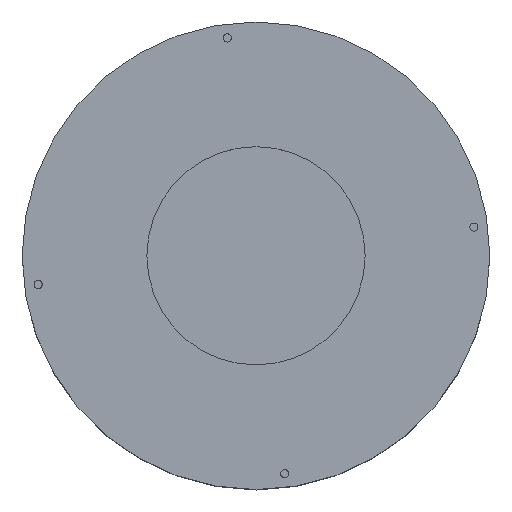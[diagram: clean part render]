
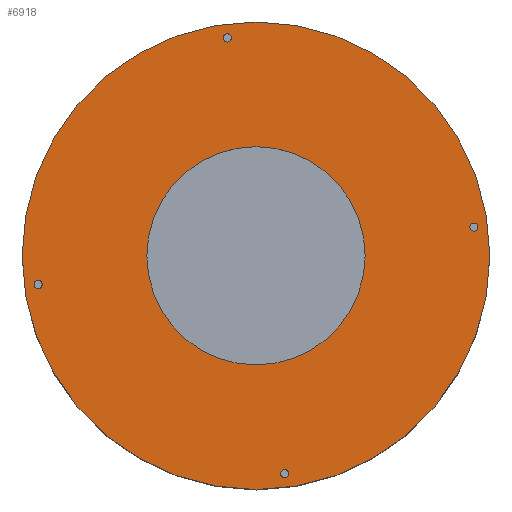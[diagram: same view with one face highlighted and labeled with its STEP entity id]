
A CAD part, top view. The second image highlights one B-rep face of the part: STEP entity #6918.
In plain terms, the highlighted planar face has unit normal (0, 0, 1).
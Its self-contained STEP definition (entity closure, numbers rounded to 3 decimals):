
#1969=PLANE('',#7273);
#2101=FACE_BOUND('',#2718,.T.);
#2102=FACE_BOUND('',#2719,.T.);
#2103=FACE_BOUND('',#2720,.T.);
#2104=FACE_BOUND('',#2721,.T.);
#2105=FACE_BOUND('',#2722,.T.);
#2323=FACE_OUTER_BOUND('',#2717,.T.);
#2717=EDGE_LOOP('',(#5882));
#2718=EDGE_LOOP('',(#5883));
#2719=EDGE_LOOP('',(#5884));
#2720=EDGE_LOOP('',(#5885));
#2721=EDGE_LOOP('',(#5886));
#2722=EDGE_LOOP('',(#5887));
#2875=CIRCLE('',#7070,5.25);
#2877=CIRCLE('',#7073,5.25);
#2879=CIRCLE('',#7076,5.25);
#2881=CIRCLE('',#7079,5.25);
#2942=CIRCLE('',#7270,140.);
#2943=CIRCLE('',#7272,300.);
#2993=VERTEX_POINT('',#9000);
#2995=VERTEX_POINT('',#9005);
#2997=VERTEX_POINT('',#9010);
#2999=VERTEX_POINT('',#9015);
#3514=VERTEX_POINT('',#11892);
#3515=VERTEX_POINT('',#11895);
#3661=EDGE_CURVE('',#2993,#2993,#2875,.T.);
#3663=EDGE_CURVE('',#2995,#2995,#2877,.T.);
#3665=EDGE_CURVE('',#2997,#2997,#2879,.T.);
#3667=EDGE_CURVE('',#2999,#2999,#2881,.T.);
#4365=EDGE_CURVE('',#3514,#3514,#2942,.T.);
#4366=EDGE_CURVE('',#3515,#3515,#2943,.T.);
#5882=ORIENTED_EDGE('',*,*,#4366,.T.);
#5883=ORIENTED_EDGE('',*,*,#3661,.T.);
#5884=ORIENTED_EDGE('',*,*,#3663,.T.);
#5885=ORIENTED_EDGE('',*,*,#3665,.T.);
#5886=ORIENTED_EDGE('',*,*,#3667,.T.);
#5887=ORIENTED_EDGE('',*,*,#4365,.T.);
#6918=ADVANCED_FACE('',(#2323,#2101,#2102,#2103,#2104,#2105),#1969,.T.);
#7070=AXIS2_PLACEMENT_3D('',#9001,#7475,#7476);
#7073=AXIS2_PLACEMENT_3D('',#9006,#7481,#7482);
#7076=AXIS2_PLACEMENT_3D('',#9011,#7487,#7488);
#7079=AXIS2_PLACEMENT_3D('',#9016,#7493,#7494);
#7270=AXIS2_PLACEMENT_3D('',#11893,#8356,#8357);
#7272=AXIS2_PLACEMENT_3D('',#11896,#8360,#8361);
#7273=AXIS2_PLACEMENT_3D('',#11897,#8362,#8363);
#7475=DIRECTION('center_axis',(0.,0.,-1.));
#7476=DIRECTION('ref_axis',(1.,0.,0.));
#7481=DIRECTION('center_axis',(0.,0.,-1.));
#7482=DIRECTION('ref_axis',(1.,0.,0.));
#7487=DIRECTION('center_axis',(0.,0.,-1.));
#7488=DIRECTION('ref_axis',(1.,0.,0.));
#7493=DIRECTION('center_axis',(0.,0.,-1.));
#7494=DIRECTION('ref_axis',(1.,0.,0.));
#8356=DIRECTION('center_axis',(0.,0.,-1.));
#8357=DIRECTION('ref_axis',(-1.,0.,0.));
#8360=DIRECTION('center_axis',(0.,0.,1.));
#8361=DIRECTION('ref_axis',(-1.,0.,0.));
#8362=DIRECTION('center_axis',(0.,0.,1.));
#8363=DIRECTION('ref_axis',(1.,0.,0.));
#9000=CARTESIAN_POINT('',(-284.837,-36.808,280.));
#9001=CARTESIAN_POINT('Origin',(-279.587,-36.808,280.));
#9005=CARTESIAN_POINT('',(274.337,36.808,280.));
#9006=CARTESIAN_POINT('Origin',(279.587,36.808,280.));
#9010=CARTESIAN_POINT('',(31.558,-279.587,280.));
#9011=CARTESIAN_POINT('Origin',(36.808,-279.587,280.));
#9015=CARTESIAN_POINT('',(-42.058,279.587,280.));
#9016=CARTESIAN_POINT('Origin',(-36.808,279.587,280.));
#11892=CARTESIAN_POINT('',(140.,0.,280.));
#11893=CARTESIAN_POINT('Origin',(0.,0.,280.));
#11895=CARTESIAN_POINT('',(300.,0.,280.));
#11896=CARTESIAN_POINT('Origin',(0.,0.,280.));
#11897=CARTESIAN_POINT('Origin',(0.,0.,
280.));
